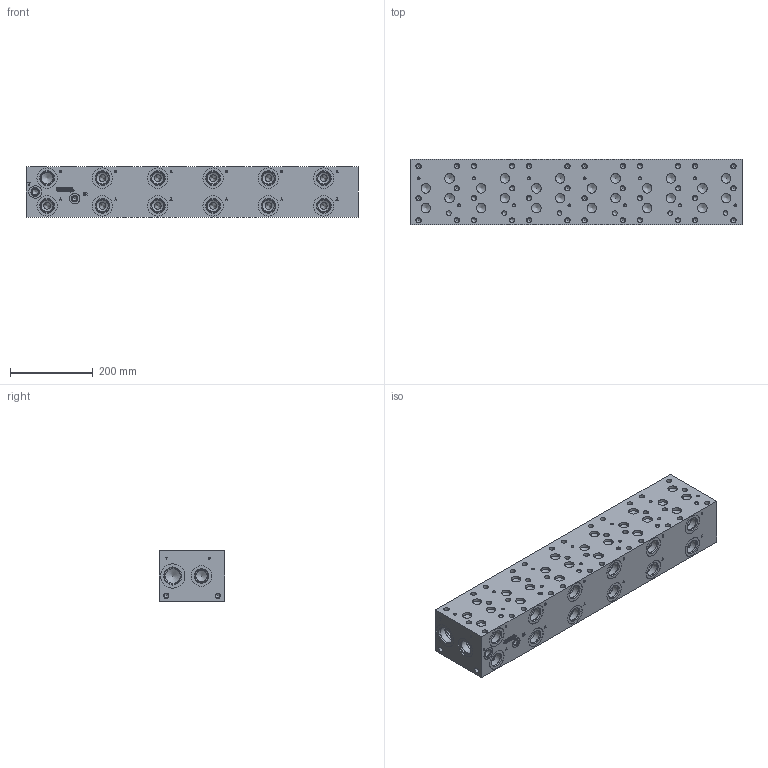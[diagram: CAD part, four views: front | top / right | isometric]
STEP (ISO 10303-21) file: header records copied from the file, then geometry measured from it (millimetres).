
FILE_DESCRIPTION(/* description */ (''),/* implementation_level */ '2;1');
FILE_NAME(/* name */ '_D08P065S_P_.stp',/* time_stamp */ '2021-07-02T12:12:58-04:00',/* author */ ('anthonyv'),/* organization */ (''),/* preprocessor_version */ 'ST-DEVELOPER v18.1',/* originating_system */ 'Autodesk Inventor 2021',/* authorisation */ '');
FILE_SCHEMA (('AUTOMOTIVE_DESIGN { 1 0 10303 214 3 1 1 }'));
Length unit declared in the file: millimetre
Products named in the file (1): Part_AD08P065S_3D
Bounding box: 800.1 x 158.75 x 120.65 mm (x, y, z)
Volume: 14523026.7 mm3; surface area: 620812 mm2
Topology: 1 solids, 1 shells, 1178 faces, 3194 edges, 2166 vertices
Faces by surface type: plane 539, bspline 237, cylinder 224, cone 178
Full cylindrical faces by diameter (mm): 7.137 x12, 10.719 x41, 11.113 x1, 11.125 x5, 12.7 x40, 12.9 x1, 14.275 x1, 14.3 x1, 14.529 x1, 17.501 x1, 19.05 x1, 19.253 x1, 23.012 x23, 23.017 x1, 25.019 x1, 26.975 x2, 28.575 x12, 30.632 x1, 31.267 x14, 33.34 x2, 33.35 x12, 33.757 x14, 35.509 x12, 35.712 x2, 39.218 x2, 41.275 x1, 41.28 x1, 41.758 x1, 43.51 x1, 49.124 x14
Entity records: 38860 total; most frequent: CARTESIAN_POINT 9520, ORIENTED_EDGE 6188, DIRECTION 5318, EDGE_CURVE 3094, VERTEX_POINT 2166, LINE 1806, VECTOR 1806, AXIS2_PLACEMENT_3D 1756
